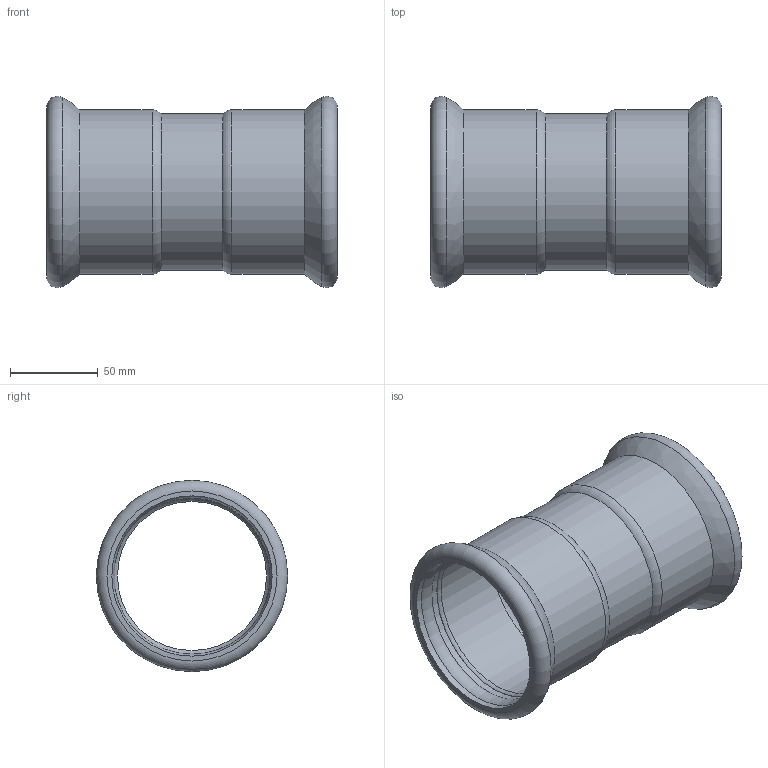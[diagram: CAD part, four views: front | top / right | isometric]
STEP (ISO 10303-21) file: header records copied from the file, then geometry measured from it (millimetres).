
FILE_DESCRIPTION(/* description */ ('Manicotto con battuta de88,9'),/* implementation_level */ '2;1');
FILE_NAME(/* name */ '183088000_Inoxpres.stp',/* time_stamp */ '2022-10-11T10:59:41+02:00',/* author */ ('Vault'),/* organization */ ('Raccorderie metalliche s.p.a. '),/* preprocessor_version */ 'ST-DEVELOPER v18.1',/* originating_system */ 'Autodesk Inventor 2020',/* authorisation */ 'Raccorderie metalliche s.p.a. ');
FILE_SCHEMA (('AUTOMOTIVE_DESIGN { 1 0 10303 214 3 1 1 }'));
Length unit declared in the file: millimetre
Products named in the file (1): 183088000_Inoxpres
Bounding box: 165.5 x 108.99 x 108.99 mm (x, y, z)
Volume: 152177.1 mm3; surface area: 101920.7 mm2
Topology: 1 solids, 1 shells, 26 faces, 94 edges, 70 vertices
Faces by surface type: torus 10, cylinder 10, bspline 2, cone 2, plane 2
Full cylindrical faces by diameter (mm): 84.9 x1, 88.9 x1, 89.5 x2, 91.3 x4, 93.5 x2
Entity records: 1185 total; most frequent: CARTESIAN_POINT 243, DIRECTION 226, ORIENTED_EDGE 188, AXIS2_PLACEMENT_3D 107, EDGE_CURVE 94, CIRCLE 82, VERTEX_POINT 70, EDGE_LOOP 28
